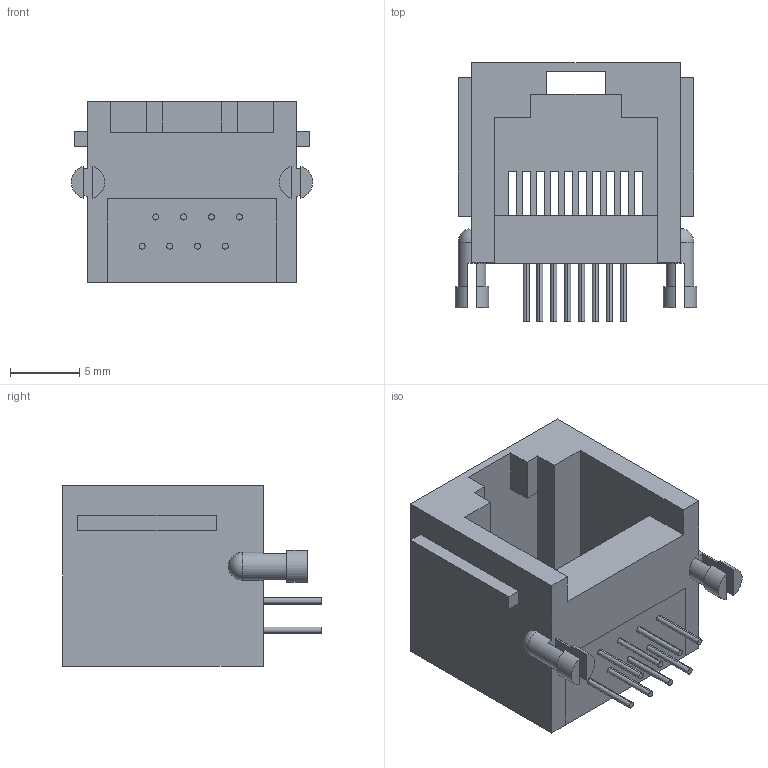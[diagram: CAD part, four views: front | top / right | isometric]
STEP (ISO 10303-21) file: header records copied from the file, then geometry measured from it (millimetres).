
FILE_DESCRIPTION (( 'STEP AP214' ), '1' );
FILE_NAME ('User Library-RJ45 Connector.STEP', '2017-10-16T12:16:08', ( 'Windows User' ), ( '' ), 'SwSTEP 2.0', 'SolidWorks 2017', '' );
FILE_SCHEMA (( 'AUTOMOTIVE_DESIGN' ));
Length unit declared in the file: millimetre
Products named in the file (1): User Library-RJ45 Connector
Bounding box: 17.39 x 18.65 x 13 mm (x, y, z)
Volume: 1442.6 mm3; surface area: 2402.5 mm2
Topology: 10 solids, 10 shells, 158 faces, 434 edges, 288 vertices
Faces by surface type: plane 132, cylinder 24, sphere 2
Entity records: 5597 total; most frequent: CARTESIAN_POINT 875, ORIENTED_EDGE 860, DIRECTION 802, EDGE_CURVE 430, VECTOR 376, LINE 376, VERTEX_POINT 286, AXIS2_PLACEMENT_3D 213
